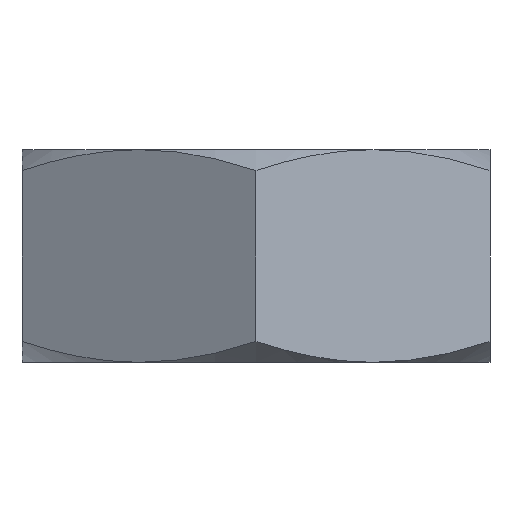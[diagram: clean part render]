
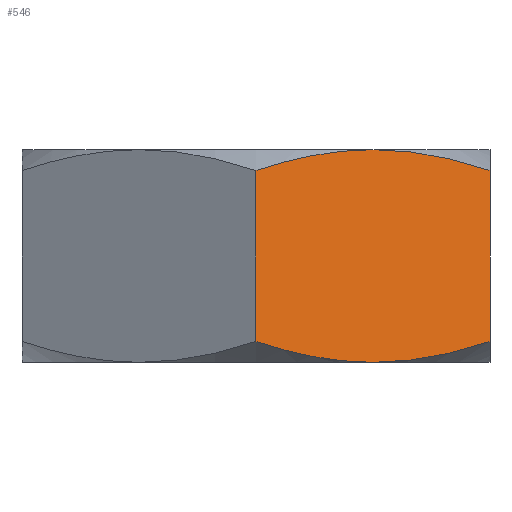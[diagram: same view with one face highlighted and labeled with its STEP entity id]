
A CAD part, front view. The second image highlights one B-rep face of the part: STEP entity #546.
In plain terms, the highlighted planar face has unit normal (0.5, -0.866, 0).
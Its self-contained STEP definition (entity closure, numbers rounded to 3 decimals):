
#24=(
BOUNDED_CURVE()
B_SPLINE_CURVE(2,(#1801,#1802,#1803),.UNSPECIFIED.,.F.,.F.)
B_SPLINE_CURVE_WITH_KNOTS((3,3),(0.076,0.249),
 .UNSPECIFIED.)
CURVE()
GEOMETRIC_REPRESENTATION_ITEM()
RATIONAL_B_SPLINE_CURVE((1.034,1.055,1.))
REPRESENTATION_ITEM('')
);
#25=(
BOUNDED_CURVE()
B_SPLINE_CURVE(2,(#1806,#1807,#1808),.UNSPECIFIED.,.F.,.F.)
B_SPLINE_CURVE_WITH_KNOTS((3,3),(0.249,0.421),
 .UNSPECIFIED.)
CURVE()
GEOMETRIC_REPRESENTATION_ITEM()
RATIONAL_B_SPLINE_CURVE((1.,1.055,1.034))
REPRESENTATION_ITEM('')
);
#29=(
BOUNDED_CURVE()
B_SPLINE_CURVE(2,(#1828,#1829,#1830),.UNSPECIFIED.,.F.,.F.)
B_SPLINE_CURVE_WITH_KNOTS((3,3),(0.076,0.249),
 .UNSPECIFIED.)
CURVE()
GEOMETRIC_REPRESENTATION_ITEM()
RATIONAL_B_SPLINE_CURVE((1.034,1.055,1.))
REPRESENTATION_ITEM('')
);
#30=(
BOUNDED_CURVE()
B_SPLINE_CURVE(2,(#1831,#1832,#1833),.UNSPECIFIED.,.F.,.F.)
B_SPLINE_CURVE_WITH_KNOTS((3,3),(0.249,0.421),
 .UNSPECIFIED.)
CURVE()
GEOMETRIC_REPRESENTATION_ITEM()
RATIONAL_B_SPLINE_CURVE((1.,1.055,1.034))
REPRESENTATION_ITEM('')
);
#55=PLANE('',#602);
#84=FACE_OUTER_BOUND('',#119,.T.);
#119=EDGE_LOOP('',(#451,#452,#453,#454,#455,#456));
#187=LINE('',#1814,#203);
#189=LINE('',#1826,#205);
#203=VECTOR('',#691,10.);
#205=VECTOR('',#695,10.);
#238=VERTEX_POINT('',#1753);
#247=VERTEX_POINT('',#1797);
#248=VERTEX_POINT('',#1805);
#249=VERTEX_POINT('',#1813);
#252=VERTEX_POINT('',#1825);
#253=VERTEX_POINT('',#1827);
#318=EDGE_CURVE('',#247,#238,#24,.T.);
#319=EDGE_CURVE('',#238,#248,#25,.T.);
#321=EDGE_CURVE('',#249,#248,#187,.T.);
#325=EDGE_CURVE('',#252,#247,#189,.T.);
#326=EDGE_CURVE('',#252,#253,#29,.T.);
#327=EDGE_CURVE('',#253,#249,#30,.T.);
#451=ORIENTED_EDGE('',*,*,#325,.F.);
#452=ORIENTED_EDGE('',*,*,#326,.T.);
#453=ORIENTED_EDGE('',*,*,#327,.T.);
#454=ORIENTED_EDGE('',*,*,#321,.T.);
#455=ORIENTED_EDGE('',*,*,#319,.F.);
#456=ORIENTED_EDGE('',*,*,#318,.F.);
#546=ADVANCED_FACE('',(#84),#55,.T.);
#602=AXIS2_PLACEMENT_3D('',#1824,#693,#694);
#691=DIRECTION('',(0.,0.,1.));
#693=DIRECTION('center_axis',(0.5,-0.866,0.));
#694=DIRECTION('ref_axis',(0.866,0.5,0.));
#695=DIRECTION('',(0.,0.,1.));
#1753=CARTESIAN_POINT('',(1.375,-2.382,2.5));
#1797=CARTESIAN_POINT('',(0.,-3.175,2.254));
#1801=CARTESIAN_POINT('Ctrl Pts',(0.,-3.175,
2.254));
#1802=CARTESIAN_POINT('Ctrl Pts',(0.737,-2.75,2.5));
#1803=CARTESIAN_POINT('Ctrl Pts',(1.375,-2.382,2.5));
#1805=CARTESIAN_POINT('',(2.75,-1.588,2.254));
#1806=CARTESIAN_POINT('Ctrl Pts',(1.375,-2.382,2.5));
#1807=CARTESIAN_POINT('Ctrl Pts',(2.013,-2.013,2.5));
#1808=CARTESIAN_POINT('Ctrl Pts',(2.75,-1.588,2.254));
#1813=CARTESIAN_POINT('',(2.75,-1.588,0.246));
#1814=CARTESIAN_POINT('',(2.75,-1.588,0.));
#1824=CARTESIAN_POINT('Origin',(0.,-3.175,
0.));
#1825=CARTESIAN_POINT('',(0.,-3.175,0.246));
#1826=CARTESIAN_POINT('',(0.,-3.175,0.));
#1827=CARTESIAN_POINT('',(1.375,-2.382,0.));
#1828=CARTESIAN_POINT('Ctrl Pts',(0.,-3.175,
0.246));
#1829=CARTESIAN_POINT('Ctrl Pts',(0.737,-2.75,0.));
#1830=CARTESIAN_POINT('Ctrl Pts',(1.375,-2.382,0.));
#1831=CARTESIAN_POINT('Ctrl Pts',(1.375,-2.382,0.));
#1832=CARTESIAN_POINT('Ctrl Pts',(2.013,-2.013,0.));
#1833=CARTESIAN_POINT('Ctrl Pts',(2.75,-1.588,0.246));
